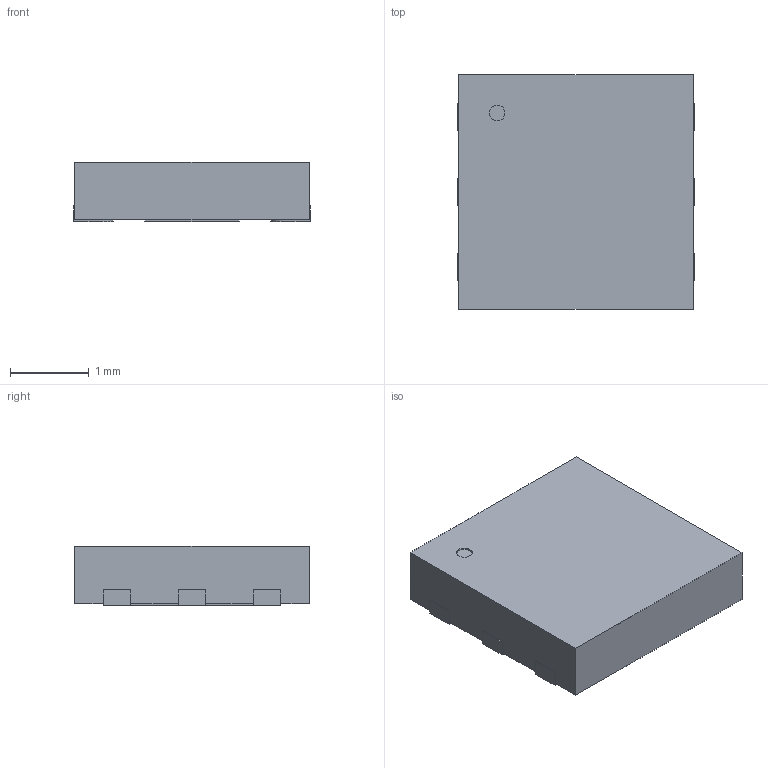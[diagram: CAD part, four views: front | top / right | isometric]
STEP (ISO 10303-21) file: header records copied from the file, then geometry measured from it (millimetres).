
FILE_DESCRIPTION(/* description */ ('model of Texas_S-PWSON-N6'),/* implementation_level */ '2;1');
FILE_NAME(/* name */ 'Texas_S-PWSON-N6.step',/* time_stamp */ '2024-02-21T16:45:04',/* author */ ('KiCAD','kicad'),/* organization */ ('OCCT'),/* preprocessor_version */ '',/* originating_system */ 'KiCAD',/* authorisation */ '');
FILE_SCHEMA(('AUTOMOTIVE_DESIGN { 1 0 10303 214 1 1 1 1 }'));
Length unit declared in the file: millimetre
Products named in the file (1): Texas_S-PWSON-N6
Bounding box: 3 x 2.98 x 0.75 mm (x, y, z)
Volume: 6.5 mm3; surface area: 26.8 mm2
Topology: 1 solids, 1 shells, 49 faces, 135 edges, 90 vertices
Faces by surface type: plane 42, cylinder 7
Full cylindrical faces by diameter (mm): 0.2 x1
Entity records: 1998 total; most frequent: CARTESIAN_POINT 275, ORIENTED_EDGE 270, DIRECTION 249, EDGE_CURVE 135, LINE 121, VECTOR 121, VERTEX_POINT 90, AXIS2_PLACEMENT_3D 64
